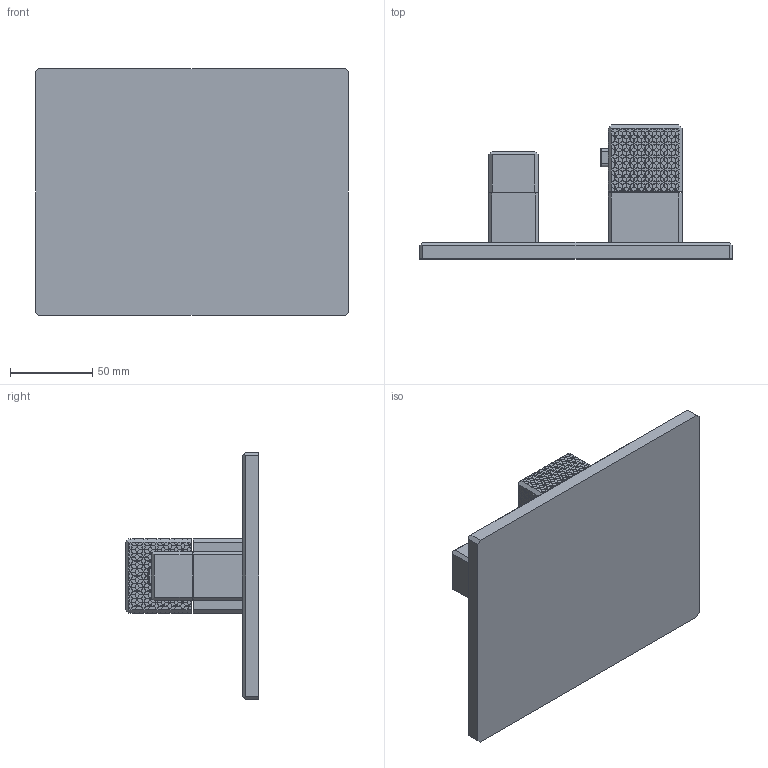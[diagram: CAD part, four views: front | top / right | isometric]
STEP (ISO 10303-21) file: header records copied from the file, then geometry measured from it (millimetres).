
FILE_DESCRIPTION(/* description */ (''),/* implementation_level */ '2;1');
FILE_NAME(/* name */ 'TVT126001000 innenleben raus - done.step',/* time_stamp */ '2023-02-27T10:58:34+01:00',/* author */ (''),/* organization */ (''),/* preprocessor_version */ 'ST-DEVELOPER v19.2',/* originating_system */ 'Autodesk Translation Framework v11.17.0.187',/* authorisation */ '');
FILE_SCHEMA (('AUTOMOTIVE_DESIGN { 1 0 10303 214 3 1 1 }'));
Products named in the file (8): (Nicht gespeichert); 80P30DB21G; 8SJ618293; 80P618293G; 80N85050; 8MB618293_ASM; 80W618293; Komponente7
Assembly tree (8 placements, depth 3):
  (Nicht gespeichert)
    80P30DB21G
    80N85050  x2
    8SJ618293
    80P618293G
    8MB618293_ASM
      80W618293
    Komponente7
Bounding box: 190 x 81.35 x 150 mm (x, y, z)
Volume: 457388.7 mm3; surface area: 91959.2 mm2
Topology: 10 solids, 10 shells, 5451 faces, 11394 edges, 5954 vertices
Faces by surface type: plane 5420, cylinder 21, cone 6, torus 4
Full cylindrical faces by diameter (mm): 5.5 x2, 5.7 x2, 29 x1
Entity records: 135614 total; most frequent: CARTESIAN_POINT 22821, ORIENTED_EDGE 22776, DIRECTION 22409, EDGE_CURVE 11388, LINE 11273, VECTOR 11273, VERTEX_POINT 5950, AXIS2_PLACEMENT_3D 5568
